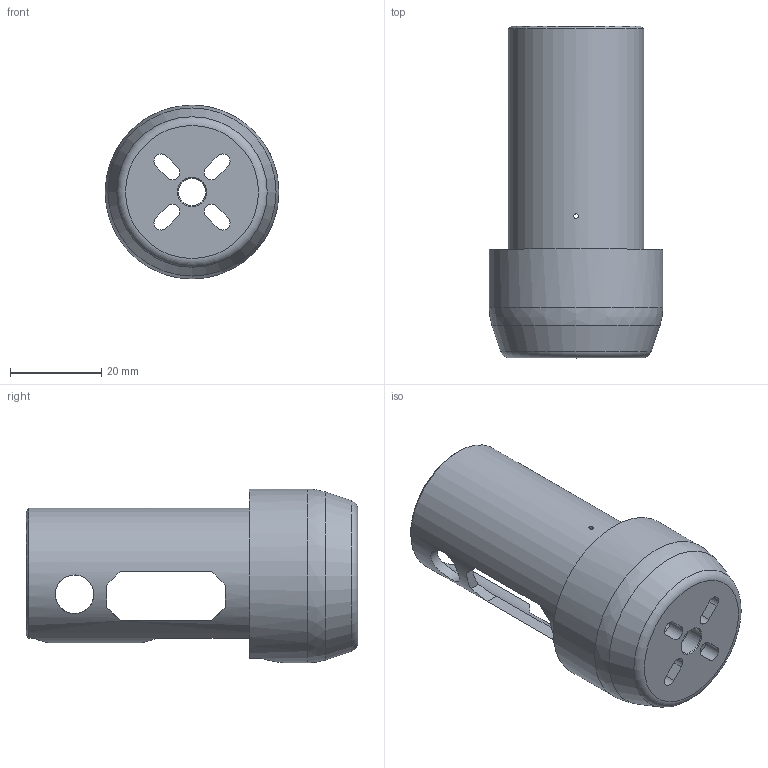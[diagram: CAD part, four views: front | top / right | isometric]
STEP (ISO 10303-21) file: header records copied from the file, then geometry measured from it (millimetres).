
FILE_DESCRIPTION(/* description */ ('','CAx-IF Rec.Pracs.---Representation and Presentation of Product Manufacturing Information (PMI)---4.0---2014-10-13'),/* implementation_level */ '2;1');
FILE_NAME(/* name */ 'Motor mount L.step',/* time_stamp */ '2024-12-01T11:20:22+01:00',/* author */ (''),/* organization */ (''),/* preprocessor_version */ 'ST-DEVELOPER v20',/* originating_system */ 'Autodesk Translation Framework v13.20.0.188',/* authorisation */ '');
FILE_SCHEMA (('AP242_MANAGED_MODEL_BASED_3D_ENGINEERING_MIM_LF { 1 0 10303 442 1 1 4 }'));
Length unit declared in the file: millimetre
Products named in the file (1): Motor mount L
Bounding box: 38 x 72.6 x 38 mm (x, y, z)
Volume: 14392.5 mm3; surface area: 13941.9 mm2
Topology: 1 solids, 1 shells, 68 faces, 197 edges, 132 vertices
Faces by surface type: plane 42, cylinder 17, cone 5, bspline 3, torus 1
Full cylindrical faces by diameter (mm): 1 x1, 6 x1, 8.45 x2, 34.8 x1, 38 x1
Entity records: 2856 total; most frequent: CARTESIAN_POINT 955, ORIENTED_EDGE 394, DIRECTION 387, EDGE_CURVE 197, AXIS2_PLACEMENT_3D 144, VERTEX_POINT 132, LINE 99, VECTOR 99
